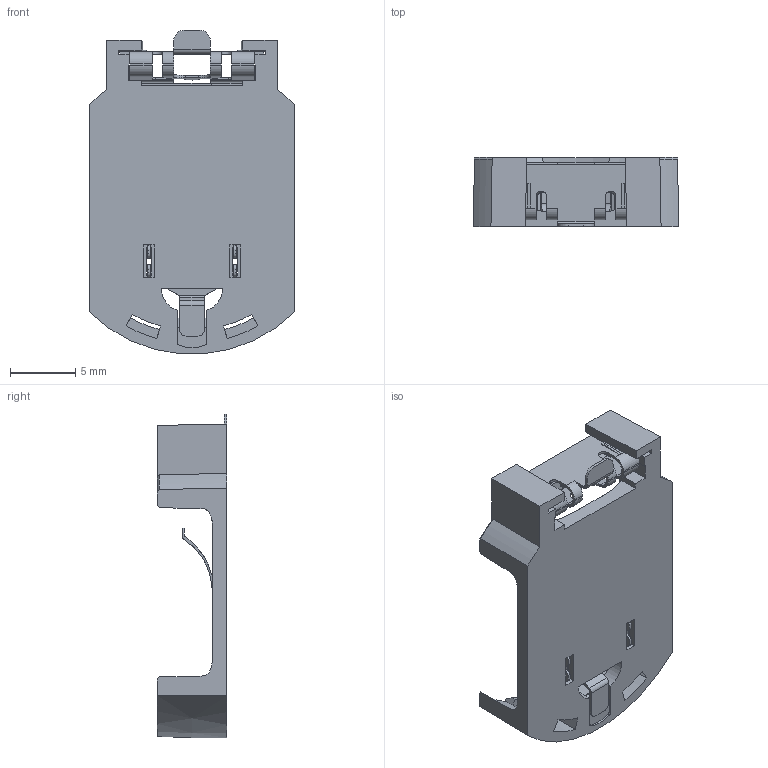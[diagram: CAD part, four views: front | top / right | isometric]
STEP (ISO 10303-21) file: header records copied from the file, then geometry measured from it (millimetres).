
FILE_DESCRIPTION(/* description */ ('','CAx-IF Rec.Pracs.---Representation and Presentation of Product Manufacturing Information (PMI)---4.0---2014-10-13'),/* implementation_level */ '2;1');
FILE_NAME(/* name */ 'S8421-45R_asm.step',/* time_stamp */ '2025-03-16T00:18:35+01:00',/* author */ (''),/* organization */ (''),/* preprocessor_version */ 'ST-DEVELOPER v20',/* originating_system */ 'Autodesk Translation Framework v13.20.0.188',/* authorisation */ '');
FILE_SCHEMA (('AP242_MANAGED_MODEL_BASED_3D_ENGINEERING_MIM_LF { 1 0 10303 442 1 1 4 }'));
Length unit declared in the file: millimetre
Products named in the file (4): S842_ASM; S842_HOLDER; S842-REAR-CONTACT; HDS842-CONTACT
Assembly tree (3 placements, depth 2):
  S842_ASM
    S842_HOLDER
    S842-REAR-CONTACT
    HDS842-CONTACT
Bounding box: 15.7 x 5.3 x 24.71 mm (x, y, z)
Volume: 474.1 mm3; surface area: 1402.5 mm2
Topology: 13 solids, 13 shells, 464 faces, 1231 edges, 775 vertices
Faces by surface type: plane 325, cylinder 119, cone 11, torus 5, bspline 4
Entity records: 14807 total; most frequent: CARTESIAN_POINT 3069, ORIENTED_EDGE 2462, DIRECTION 2374, EDGE_CURVE 1231, LINE 906, VECTOR 906, VERTEX_POINT 775, AXIS2_PLACEMENT_3D 734
